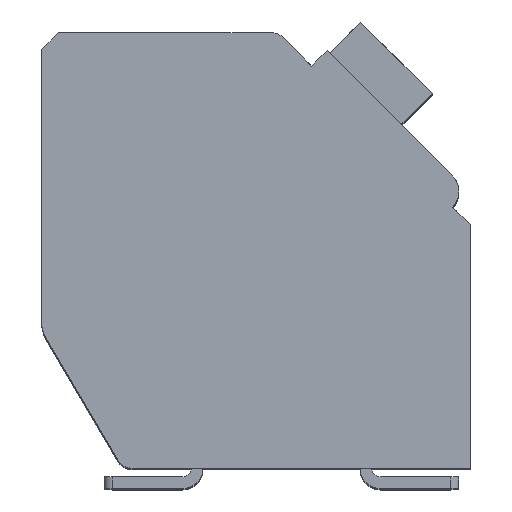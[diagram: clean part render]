
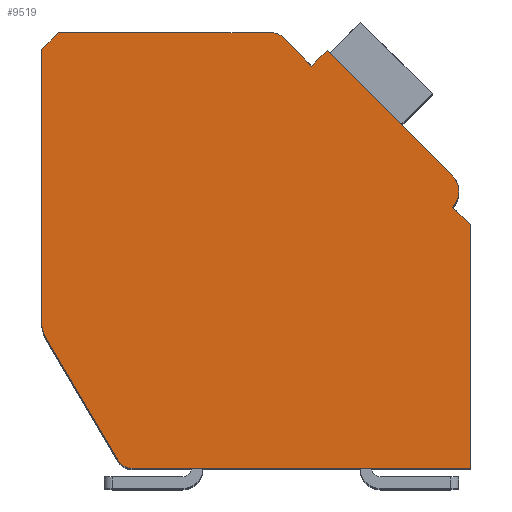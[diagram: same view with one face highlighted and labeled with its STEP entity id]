
A CAD part, top view. The second image highlights one B-rep face of the part: STEP entity #9519.
In plain terms, the highlighted planar face has unit normal (0, 0, 1).
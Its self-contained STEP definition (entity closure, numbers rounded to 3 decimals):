
#250=DIRECTION('',(0.,-1.,0.));
#251=VECTOR('',#250,8.053);
#252=CARTESIAN_POINT('',(-12.7,12.4,2.1));
#253=LINE('',#252,#251);
#254=DIRECTION('',(-0.707,-0.707,0.));
#255=VECTOR('',#254,0.707);
#256=CARTESIAN_POINT('',(-12.2,12.9,2.1));
#257=LINE('',#256,#255);
#258=DIRECTION('',(-1.,0.,0.));
#259=VECTOR('',#258,6.298);
#260=CARTESIAN_POINT('',(-5.902,12.9,2.1));
#261=LINE('',#260,#259);
#262=CARTESIAN_POINT('',(-5.902,12.4,2.1));
#263=DIRECTION('',(0.,0.,1.));
#264=DIRECTION('',(0.707,0.707,0.));
#265=AXIS2_PLACEMENT_3D('',#262,#263,#264);
#267=DIRECTION('',(-0.707,0.707,0.));
#268=VECTOR('',#267,1.197);
#269=CARTESIAN_POINT('',(-4.702,11.907,2.1));
#270=LINE('',#269,#268);
#271=DIRECTION('',(-0.707,-0.707,0.));
#272=VECTOR('',#271,0.65);
#273=CARTESIAN_POINT('',(-4.243,12.367,2.1));
#274=LINE('',#273,#272);
#275=DIRECTION('',(-0.707,0.707,0.));
#276=VECTOR('',#275,5.25);
#277=CARTESIAN_POINT('',(-0.53,8.655,2.1));
#278=LINE('',#277,#276);
#279=CARTESIAN_POINT('',(-0.99,8.195,2.1));
#280=DIRECTION('',(0.,0.,1.));
#281=DIRECTION('',(0.707,-0.707,0.));
#282=AXIS2_PLACEMENT_3D('',#279,#280,#281);
#284=DIRECTION('',(-0.707,0.707,0.));
#285=VECTOR('',#284,0.75);
#286=CARTESIAN_POINT('',(0.,7.205,2.1));
#287=LINE('',#286,#285);
#288=DIRECTION('',(0.,1.,0.));
#289=VECTOR('',#288,7.205);
#290=CARTESIAN_POINT('',(0.,0.,2.1));
#291=LINE('',#290,#289);
#292=DIRECTION('',(1.,0.,0.));
#293=VECTOR('',#292,10.014);
#294=CARTESIAN_POINT('',(-10.014,0.,2.1));
#295=LINE('',#294,#293);
#296=CARTESIAN_POINT('',(-10.014,0.5,2.1));
#297=DIRECTION('',(0.,0.,1.));
#298=DIRECTION('',(-0.862,-0.508,0.));
#299=AXIS2_PLACEMENT_3D('',#296,#297,#298);
#301=DIRECTION('',(0.508,-0.862,0.));
#302=VECTOR('',#301,4.17);
#303=CARTESIAN_POINT('',(-12.562,3.839,2.1));
#304=LINE('',#303,#302);
#305=CARTESIAN_POINT('',(-11.7,4.347,2.1));
#306=DIRECTION('',(0.,0.,1.));
#307=DIRECTION('',(-1.,0.,0.));
#308=AXIS2_PLACEMENT_3D('',#305,#306,#307);
#7140=CARTESIAN_POINT('',(-12.7,12.4,2.1));
#7141=CARTESIAN_POINT('',(-12.7,4.347,2.1));
#7142=VERTEX_POINT('',#7140);
#7143=VERTEX_POINT('',#7141);
#7144=CARTESIAN_POINT('',(-12.562,3.839,2.1));
#7145=VERTEX_POINT('',#7144);
#7146=CARTESIAN_POINT('',(-10.445,0.246,2.1));
#7147=VERTEX_POINT('',#7146);
#7148=CARTESIAN_POINT('',(-10.014,0.,2.1));
#7149=VERTEX_POINT('',#7148);
#7150=CARTESIAN_POINT('',(0.,0.,2.1));
#7151=VERTEX_POINT('',#7150);
#7152=CARTESIAN_POINT('',(0.,7.205,2.1));
#7153=VERTEX_POINT('',#7152);
#7154=CARTESIAN_POINT('',(-0.53,7.735,2.1));
#7155=VERTEX_POINT('',#7154);
#7156=CARTESIAN_POINT('',(-0.53,8.655,2.1));
#7157=VERTEX_POINT('',#7156);
#7158=CARTESIAN_POINT('',(-4.243,12.367,2.1));
#7159=VERTEX_POINT('',#7158);
#7160=CARTESIAN_POINT('',(-4.702,11.907,2.1));
#7161=VERTEX_POINT('',#7160);
#7162=CARTESIAN_POINT('',(-5.548,12.754,2.1));
#7163=VERTEX_POINT('',#7162);
#7164=CARTESIAN_POINT('',(-5.902,12.9,2.1));
#7165=VERTEX_POINT('',#7164);
#7166=CARTESIAN_POINT('',(-12.2,12.9,2.1));
#7167=VERTEX_POINT('',#7166);
#9486=CARTESIAN_POINT('',(0.,0.,2.1));
#9487=DIRECTION('',(0.,0.,1.));
#9488=DIRECTION('',(1.,0.,0.));
#9489=AXIS2_PLACEMENT_3D('',#9486,#9487,#9488);
#9490=PLANE('',#9489);
#9491=ORIENTED_EDGE('',*,*,#9285,.F.);
#9493=ORIENTED_EDGE('',*,*,#9492,.F.);
#9495=ORIENTED_EDGE('',*,*,#9494,.F.);
#9497=ORIENTED_EDGE('',*,*,#9496,.F.);
#9499=ORIENTED_EDGE('',*,*,#9498,.F.);
#9501=ORIENTED_EDGE('',*,*,#9500,.F.);
#9503=ORIENTED_EDGE('',*,*,#9502,.F.);
#9505=ORIENTED_EDGE('',*,*,#9504,.F.);
#9507=ORIENTED_EDGE('',*,*,#9506,.F.);
#9509=ORIENTED_EDGE('',*,*,#9508,.F.);
#9511=ORIENTED_EDGE('',*,*,#9510,.F.);
#9513=ORIENTED_EDGE('',*,*,#9512,.F.);
#9515=ORIENTED_EDGE('',*,*,#9514,.F.);
#9516=ORIENTED_EDGE('',*,*,#9374,.F.);
#9517=EDGE_LOOP('',(#9491,#9493,#9495,#9497,#9499,#9501,#9503,#9505,#9507,#9509,
#9511,#9513,#9515,#9516));
#9518=FACE_OUTER_BOUND('',#9517,.F.);
#266=CIRCLE('',#265,0.5);
#283=CIRCLE('',#282,0.65);
#300=CIRCLE('',#299,0.5);
#309=CIRCLE('',#308,1.);
#9285=EDGE_CURVE('',#7142,#7143,#253,.T.);
#9374=EDGE_CURVE('',#7143,#7145,#309,.T.);
#9492=EDGE_CURVE('',#7167,#7142,#257,.T.);
#9494=EDGE_CURVE('',#7165,#7167,#261,.T.);
#9496=EDGE_CURVE('',#7163,#7165,#266,.T.);
#9498=EDGE_CURVE('',#7161,#7163,#270,.T.);
#9500=EDGE_CURVE('',#7159,#7161,#274,.T.);
#9502=EDGE_CURVE('',#7157,#7159,#278,.T.);
#9504=EDGE_CURVE('',#7155,#7157,#283,.T.);
#9506=EDGE_CURVE('',#7153,#7155,#287,.T.);
#9508=EDGE_CURVE('',#7151,#7153,#291,.T.);
#9510=EDGE_CURVE('',#7149,#7151,#295,.T.);
#9512=EDGE_CURVE('',#7147,#7149,#300,.T.);
#9514=EDGE_CURVE('',#7145,#7147,#304,.T.);
#9519=ADVANCED_FACE('',(#9518),#9490,.T.);
